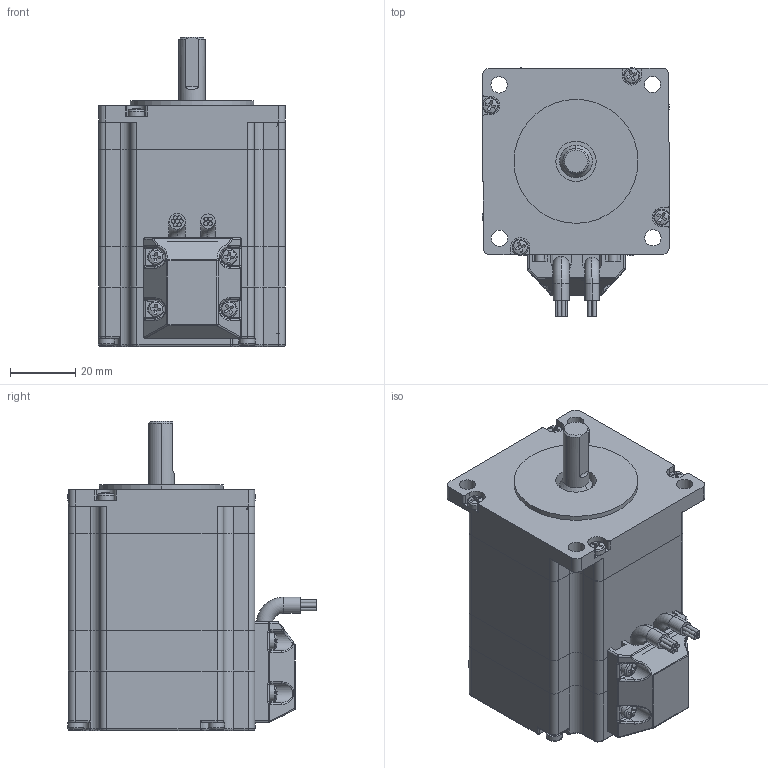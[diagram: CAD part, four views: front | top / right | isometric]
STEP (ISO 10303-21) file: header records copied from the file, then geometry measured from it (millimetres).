
FILE_DESCRIPTION(/* description */ ('Alibre Inc.'),/* implementation_level */ '2;1');
FILE_NAME(/* name */ 'export-F465D0B1-2514-492F-B650-A2DB38F0CE3D',/* time_stamp */ '2022-10-20T13:52:05+02:00',/* author */ (''),/* organization */ (''),/* preprocessor_version */ 'ST-DEVELOPER v17',/* originating_system */ 'Alibre',/* authorisation */ '');
FILE_SCHEMA (('AUTOMOTIVE_DESIGN'));
Length unit declared in the file: millimetre
Products named in the file (11): ×ªÖá_1_Default_Default; ×ª×Ó×é¼þ_Default_Default; Ïß_1_Default_Default; 16-021_1_Default_Default; 16-638-6_Default_Default; 60-61.5-1.8_Default_Default; 16-631-1_1_Default_Default; D57CME31
Bounding box: 57.71 x 76.48 x 95 mm (x, y, z)
Volume: 112691.4 mm3; surface area: 71965.9 mm2
Topology: 19 solids, 19 shells, 1296 faces, 3484 edges, 2244 vertices
Faces by surface type: plane 654, cylinder 439, torus 72, cone 57, bspline 42, sphere 32
Full cylindrical faces by diameter (mm): 1.2 x10, 3 x12, 3.5 x9, 5 x16, 12.4 x1, 24 x1, 55 x1
Entity records: 45894 total; most frequent: CARTESIAN_POINT 19372, ORIENTED_EDGE 5658, DIRECTION 5036, EDGE_CURVE 2825, AXIS2_PLACEMENT_3D 1938, VERTEX_POINT 1840, VECTOR 1688, LINE 1688
